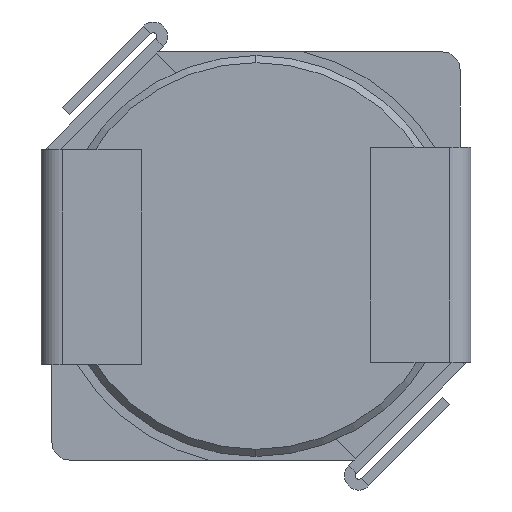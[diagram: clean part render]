
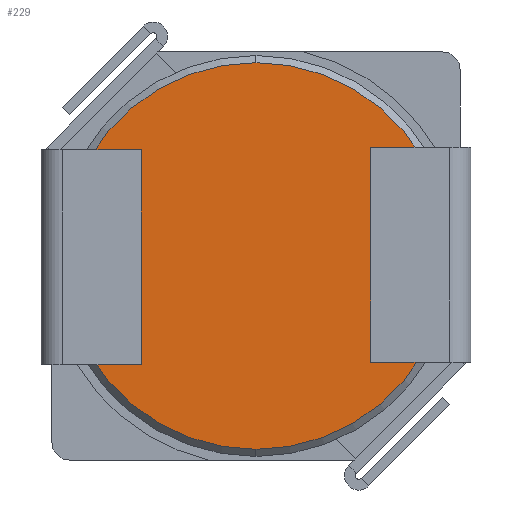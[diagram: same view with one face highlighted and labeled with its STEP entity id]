
A CAD part, front view. The second image highlights one B-rep face of the part: STEP entity #229.
In plain terms, the highlighted planar face has unit normal (0, -1, 0).
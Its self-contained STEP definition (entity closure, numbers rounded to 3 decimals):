
#26 = VERTEX_POINT ( 'NONE', #414 ) ;
#178 = CIRCLE ( 'NONE', #3110, 2.7 ) ;
#229 = ADVANCED_FACE ( 'NONE', ( #1328 ), #2203, .T. ) ;
#321 = DIRECTION ( 'NONE',  ( 0., -1., 0. ) ) ;
#414 = CARTESIAN_POINT ( 'NONE',  ( 0., 0., 2.7 ) ) ;
#519 = DIRECTION ( 'NONE',  ( 0., 0., -1. ) ) ;
#523 = CIRCLE ( 'NONE', #1418, 2.7 ) ;
#678 = EDGE_LOOP ( 'NONE', ( #925, #2750 ) ) ;
#783 = CARTESIAN_POINT ( 'NONE',  ( 0., 0., -2.7 ) ) ;
#850 = AXIS2_PLACEMENT_3D ( 'NONE', #2469, #3017, #519 ) ;
#925 = ORIENTED_EDGE ( 'NONE', *, *, #3139, .T. ) ;
#1328 = FACE_OUTER_BOUND ( 'NONE', #678, .T. ) ;
#1418 = AXIS2_PLACEMENT_3D ( 'NONE', #1974, #3280, #2493 ) ;
#1669 = VERTEX_POINT ( 'NONE', #783 ) ;
#1974 = CARTESIAN_POINT ( 'NONE',  ( 0., 0., 0. ) ) ;
#2203 = PLANE ( 'NONE',  #850 ) ;
#2307 = DIRECTION ( 'NONE',  ( 0., 0., -1. ) ) ;
#2469 = CARTESIAN_POINT ( 'NONE',  ( 2.8, 0., 0. ) ) ;
#2493 = DIRECTION ( 'NONE',  ( 0., 0., -1. ) ) ;
#2750 = ORIENTED_EDGE ( 'NONE', *, *, #3033, .T. ) ;
#2815 = CARTESIAN_POINT ( 'NONE',  ( 0., 0., 0. ) ) ;
#3017 = DIRECTION ( 'NONE',  ( 0., -1., 0. ) ) ;
#3033 = EDGE_CURVE ( 'NONE', #1669, #26, #523, .T. ) ;
#3110 = AXIS2_PLACEMENT_3D ( 'NONE', #2815, #321, #2307 ) ;
#3139 = EDGE_CURVE ( 'NONE', #26, #1669, #178, .T. ) ;
#3280 = DIRECTION ( 'NONE',  ( 0., -1., 0. ) ) ;
